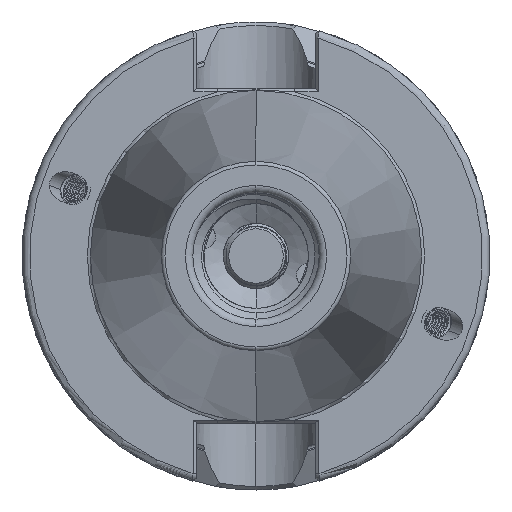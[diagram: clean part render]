
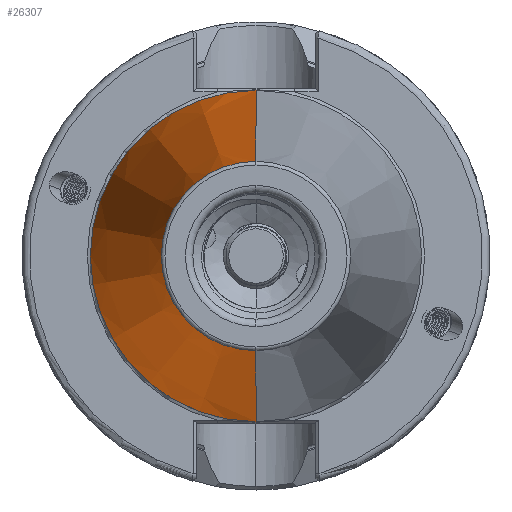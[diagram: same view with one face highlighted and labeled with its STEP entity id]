
A CAD part, left-side view. The second image highlights one B-rep face of the part: STEP entity #26307.
In plain terms, the highlighted conical face has half-angle 8.297 degrees and reference radius 22.298 mm.
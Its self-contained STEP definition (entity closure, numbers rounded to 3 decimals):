
#829 = FACE_OUTER_BOUND ( 'NONE', #6276, .T. ) ;
#847 = CONICAL_SURFACE ( 'NONE', #24275, 22.298, 0.145 ) ;
#1149 = LINE ( 'NONE', #2206, #1155 ) ;
#1155 = VECTOR ( 'NONE', #2214, 1000. ) ;
#2206 = CARTESIAN_POINT ( 'NONE',  ( -1.5, 0., -22.298 ) ) ;
#2214 = DIRECTION ( 'NONE',  ( 0.99, 0., -0.144 ) ) ;
#3480 = CARTESIAN_POINT ( 'NONE',  ( -1.5, 0., -22.298 ) ) ;
#3488 = CARTESIAN_POINT ( 'NONE',  ( -66.972, 0., -12.75 ) ) ;
#3524 = CARTESIAN_POINT ( 'NONE',  ( -66.972, 0., 12.75 ) ) ;
#3570 = CARTESIAN_POINT ( 'NONE',  ( -1.5, 0., 22.298 ) ) ;
#6276 = EDGE_LOOP ( 'NONE', ( #25261, #6759, #19523, #25267 ) ) ;
#6759 = ORIENTED_EDGE ( 'NONE', *, *, #32107, .T. ) ;
#8635 = LINE ( 'NONE', #17566, #8655 ) ;
#8655 = VECTOR ( 'NONE', #17575, 1000. ) ;
#8668 = CIRCLE ( 'NONE', #11490, 22.298 ) ;
#8673 = CIRCLE ( 'NONE', #11489, 12.75 ) ;
#11489 = AXIS2_PLACEMENT_3D ( 'NONE', #18613, #18675, #18584 ) ;
#11490 = AXIS2_PLACEMENT_3D ( 'NONE', #18685, #18688, #18617 ) ;
#17566 = CARTESIAN_POINT ( 'NONE',  ( -1.5, 0., 22.298 ) ) ;
#17575 = DIRECTION ( 'NONE',  ( 0.99, 0., 0.144 ) ) ;
#18584 = DIRECTION ( 'NONE',  ( 0., 0., -1. ) ) ;
#18613 = CARTESIAN_POINT ( 'NONE',  ( -66.972, 0., 0. ) ) ;
#18617 = DIRECTION ( 'NONE',  ( 0., 0., -1. ) ) ;
#18675 = DIRECTION ( 'NONE',  ( 1., 0., 0. ) ) ;
#18685 = CARTESIAN_POINT ( 'NONE',  ( -1.5, 0., 0. ) ) ;
#18688 = DIRECTION ( 'NONE',  ( 1., 0., 0. ) ) ;
#19523 = ORIENTED_EDGE ( 'NONE', *, *, #32176, .F. ) ;
#24275 = AXIS2_PLACEMENT_3D ( 'NONE', #30588, #30618, #30580 ) ;
#25261 = ORIENTED_EDGE ( 'NONE', *, *, #32170, .T. ) ;
#25267 = ORIENTED_EDGE ( 'NONE', *, *, #31186, .F. ) ;
#26307 = ADVANCED_FACE ( 'NONE', ( #829 ), #847, .T. ) ;
#28523 = VERTEX_POINT ( 'NONE', #3480 ) ;
#28529 = VERTEX_POINT ( 'NONE', #3488 ) ;
#28541 = VERTEX_POINT ( 'NONE', #3524 ) ;
#28559 = VERTEX_POINT ( 'NONE', #3570 ) ;
#30580 = DIRECTION ( 'NONE',  ( 0., 0., -1. ) ) ;
#30588 = CARTESIAN_POINT ( 'NONE',  ( -1.5, 0., 0. ) ) ;
#30618 = DIRECTION ( 'NONE',  ( 1., 0., 0. ) ) ;
#31186 = EDGE_CURVE ( 'NONE', #28529, #28523, #1149, .T. ) ;
#32107 = EDGE_CURVE ( 'NONE', #28541, #28559, #8635, .T. ) ;
#32170 = EDGE_CURVE ( 'NONE', #28529, #28541, #8673, .T. ) ;
#32176 = EDGE_CURVE ( 'NONE', #28523, #28559, #8668, .T. ) ;
